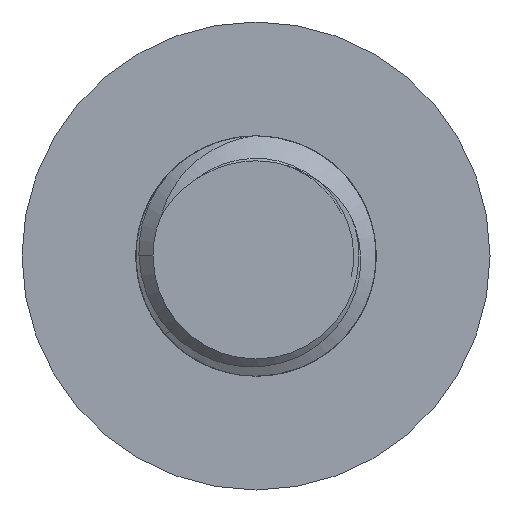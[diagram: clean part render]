
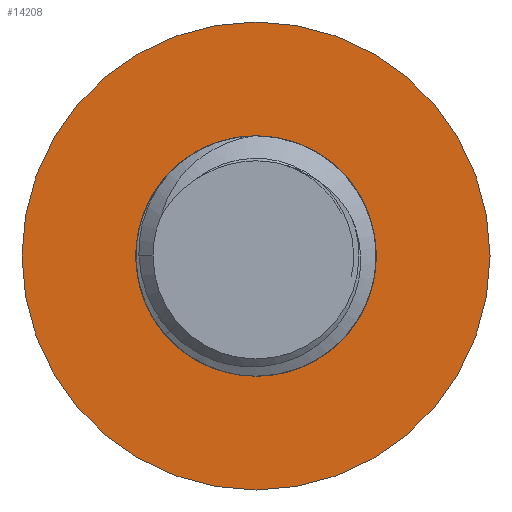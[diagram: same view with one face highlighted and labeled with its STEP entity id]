
A CAD part, front view. The second image highlights one B-rep face of the part: STEP entity #14208.
In plain terms, the highlighted planar face has unit normal (0, -1, 0).
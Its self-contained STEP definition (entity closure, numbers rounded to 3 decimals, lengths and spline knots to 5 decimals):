
#5068 = VERTEX_POINT ( 'NONE', #216291 ) ;
#10824 = ORIENTED_EDGE ( 'NONE', *, *, #178621, .F. ) ;
#10902 = EDGE_CURVE ( 'NONE', #11048, #5068, #216563, .T. ) ;
#11048 = VERTEX_POINT ( 'NONE', #245937 ) ;
#11271 = EDGE_CURVE ( 'NONE', #5068, #11048, #245921, .T. ) ;
#12509 = EDGE_CURVE ( 'NONE', #178549, #177033, #216875, .T. ) ;
#13136 = EDGE_LOOP ( 'NONE', ( #172822, #10824 ) ) ;
#13332 = ORIENTED_EDGE ( 'NONE', *, *, #10902, .F. ) ;
#13394 = ORIENTED_EDGE ( 'NONE', *, *, #11271, .F. ) ;
#14208 = ADVANCED_FACE ( 'NONE', ( #99538, #99497 ), #99550, .F. ) ;
#14210 = EDGE_LOOP ( 'NONE', ( #13332, #13394 ) ) ;
#99472 = CARTESIAN_POINT ( 'NONE',  ( 0., -0.13, 0. ) ) ;
#99489 = AXIS2_PLACEMENT_3D ( 'NONE', #99472, #99665, #99662 ) ;
#99497 = FACE_OUTER_BOUND ( 'NONE', #14210, .T. ) ;
#99538 = FACE_BOUND ( 'NONE', #13136, .T. ) ;
#99550 = PLANE ( 'NONE',  #99489 ) ;
#99662 = DIRECTION ( 'NONE',  ( 0., 0., 1. ) ) ;
#99665 = DIRECTION ( 'NONE',  ( 0., 1., 0. ) ) ;
#157719 = CARTESIAN_POINT ( 'NONE',  ( 0., -0.13, 0.095 ) ) ;
#157769 = DIRECTION ( 'NONE',  ( 0., 0., 1. ) ) ;
#157770 = DIRECTION ( 'NONE',  ( 0., -1., 0. ) ) ;
#157772 = CARTESIAN_POINT ( 'NONE',  ( 0., -0.13, 0. ) ) ;
#157774 = AXIS2_PLACEMENT_3D ( 'NONE', #157772, #157770, #157769 ) ;
#157798 = CARTESIAN_POINT ( 'NONE',  ( 0., -0.13, -0.095 ) ) ;
#157803 = CIRCLE ( 'NONE', #157774, 0.095 ) ;
#172822 = ORIENTED_EDGE ( 'NONE', *, *, #12509, .F. ) ;
#177033 = VERTEX_POINT ( 'NONE', #157798 ) ;
#178549 = VERTEX_POINT ( 'NONE', #157719 ) ;
#178621 = EDGE_CURVE ( 'NONE', #177033, #178549, #157803, .T. ) ;
#216291 = CARTESIAN_POINT ( 'NONE',  ( 0., -0.13, -0.185 ) ) ;
#216515 = AXIS2_PLACEMENT_3D ( 'NONE', #216576, #216562, #216559 ) ;
#216559 = DIRECTION ( 'NONE',  ( 0., 0., 1. ) ) ;
#216562 = DIRECTION ( 'NONE',  ( 0., 1., 0. ) ) ;
#216563 = CIRCLE ( 'NONE', #216515, 0.185 ) ;
#216576 = CARTESIAN_POINT ( 'NONE',  ( 0., -0.13, 0. ) ) ;
#216829 = AXIS2_PLACEMENT_3D ( 'NONE', #216855, #216853, #216851 ) ;
#216851 = DIRECTION ( 'NONE',  ( 0., 0., 1. ) ) ;
#216853 = DIRECTION ( 'NONE',  ( 0., -1., 0. ) ) ;
#216855 = CARTESIAN_POINT ( 'NONE',  ( 0., -0.13, 0. ) ) ;
#216875 = CIRCLE ( 'NONE', #216829, 0.095 ) ;
#245920 = AXIS2_PLACEMENT_3D ( 'NONE', #245930, #245928, #245926 ) ;
#245921 = CIRCLE ( 'NONE', #245920, 0.185 ) ;
#245926 = DIRECTION ( 'NONE',  ( 0., 0., 1. ) ) ;
#245928 = DIRECTION ( 'NONE',  ( 0., 1., 0. ) ) ;
#245930 = CARTESIAN_POINT ( 'NONE',  ( 0., -0.13, 0. ) ) ;
#245937 = CARTESIAN_POINT ( 'NONE',  ( 0., -0.13, 0.185 ) ) ;
